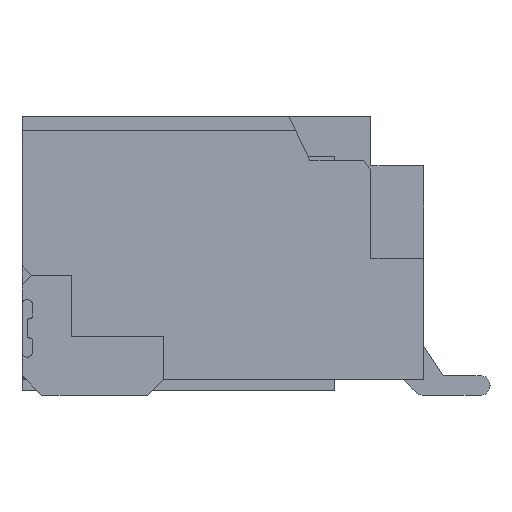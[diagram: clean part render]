
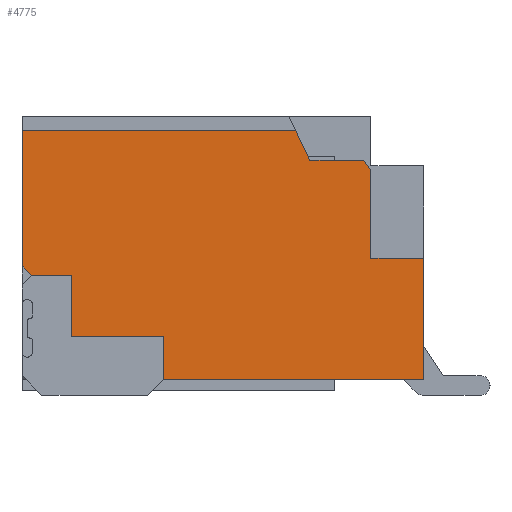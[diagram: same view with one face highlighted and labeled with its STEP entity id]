
A CAD part, left-side view. The second image highlights one B-rep face of the part: STEP entity #4775.
In plain terms, the highlighted face is planar.
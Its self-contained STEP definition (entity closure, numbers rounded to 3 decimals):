
#153=FACE_OUTER_BOUND('',#427,.T.);
#427=EDGE_LOOP('',(#3216,#3217,#3218,#3219,#3220,#3221,#3222,#3223,#3224,
#3225,#3226,#3227,#3228,#3229));
#703=LINE('',#6740,#1343);
#715=LINE('',#6765,#1355);
#747=LINE('',#6826,#1387);
#757=LINE('',#6845,#1397);
#758=LINE('',#6848,#1398);
#759=LINE('',#6850,#1399);
#760=LINE('',#6852,#1400);
#761=LINE('',#6854,#1401);
#762=LINE('',#6856,#1402);
#763=LINE('',#6857,#1403);
#764=LINE('',#6859,#1404);
#765=LINE('',#6861,#1405);
#766=LINE('',#6863,#1406);
#767=LINE('',#6864,#1407);
#1343=VECTOR('',#5428,1000.);
#1355=VECTOR('',#5442,1000.);
#1387=VECTOR('',#5480,1000.);
#1397=VECTOR('',#5498,1000.);
#1398=VECTOR('',#5501,1000.);
#1399=VECTOR('',#5502,1000.);
#1400=VECTOR('',#5503,1000.);
#1401=VECTOR('',#5504,1000.);
#1402=VECTOR('',#5505,1000.);
#1403=VECTOR('',#5506,1000.);
#1404=VECTOR('',#5507,1000.);
#1405=VECTOR('',#5508,1000.);
#1406=VECTOR('',#5509,1000.);
#1407=VECTOR('',#5510,1000.);
#1980=VERTEX_POINT('',#6737);
#1981=VERTEX_POINT('',#6739);
#1992=VERTEX_POINT('',#6762);
#1993=VERTEX_POINT('',#6764);
#2019=VERTEX_POINT('',#6825);
#2024=VERTEX_POINT('',#6843);
#2025=VERTEX_POINT('',#6847);
#2026=VERTEX_POINT('',#6849);
#2027=VERTEX_POINT('',#6851);
#2028=VERTEX_POINT('',#6853);
#2029=VERTEX_POINT('',#6855);
#2030=VERTEX_POINT('',#6858);
#2031=VERTEX_POINT('',#6860);
#2032=VERTEX_POINT('',#6862);
#2445=EDGE_CURVE('',#1981,#1980,#703,.T.);
#2457=EDGE_CURVE('',#1992,#1993,#715,.T.);
#2489=EDGE_CURVE('',#1981,#2019,#747,.T.);
#2499=EDGE_CURVE('',#1992,#2024,#757,.T.);
#2500=EDGE_CURVE('',#2025,#1980,#758,.T.);
#2501=EDGE_CURVE('',#2026,#2025,#759,.T.);
#2502=EDGE_CURVE('',#2027,#2026,#760,.T.);
#2503=EDGE_CURVE('',#2028,#2027,#761,.T.);
#2504=EDGE_CURVE('',#2029,#2028,#762,.T.);
#2505=EDGE_CURVE('',#2029,#1993,#763,.T.);
#2506=EDGE_CURVE('',#2030,#2024,#764,.T.);
#2507=EDGE_CURVE('',#2031,#2030,#765,.T.);
#2508=EDGE_CURVE('',#2032,#2031,#766,.T.);
#2509=EDGE_CURVE('',#2019,#2032,#767,.T.);
#3216=ORIENTED_EDGE('',*,*,#2500,.F.);
#3217=ORIENTED_EDGE('',*,*,#2501,.F.);
#3218=ORIENTED_EDGE('',*,*,#2502,.F.);
#3219=ORIENTED_EDGE('',*,*,#2503,.F.);
#3220=ORIENTED_EDGE('',*,*,#2504,.F.);
#3221=ORIENTED_EDGE('',*,*,#2505,.T.);
#3222=ORIENTED_EDGE('',*,*,#2457,.F.);
#3223=ORIENTED_EDGE('',*,*,#2499,.T.);
#3224=ORIENTED_EDGE('',*,*,#2506,.F.);
#3225=ORIENTED_EDGE('',*,*,#2507,.F.);
#3226=ORIENTED_EDGE('',*,*,#2508,.F.);
#3227=ORIENTED_EDGE('',*,*,#2509,.F.);
#3228=ORIENTED_EDGE('',*,*,#2489,.F.);
#3229=ORIENTED_EDGE('',*,*,#2445,.T.);
#4530=PLANE('',#5081);
#4775=ADVANCED_FACE('',(#153),#4530,.T.);
#5081=AXIS2_PLACEMENT_3D('',#6846,#5499,#5500);
#5428=DIRECTION('',(0.,1.,0.));
#5442=DIRECTION('',(0.,1.,0.));
#5480=DIRECTION('',(0.,0.,1.));
#5498=DIRECTION('',(0.,-0.707,-0.707));
#5499=DIRECTION('center_axis',(1.,0.,0.));
#5500=DIRECTION('ref_axis',(0.,0.,-1.));
#5501=DIRECTION('',(0.,0.,-1.));
#5502=DIRECTION('',(0.,-1.,0.));
#5503=DIRECTION('',(0.,-0.819,-0.574));
#5504=DIRECTION('',(0.,0.,-1.));
#5505=DIRECTION('',(0.,-0.899,-0.438));
#5506=DIRECTION('',(0.,0.,1.));
#5507=DIRECTION('',(0.,0.,1.));
#5508=DIRECTION('',(0.,1.,0.));
#5509=DIRECTION('',(0.,0.,1.));
#5510=DIRECTION('',(0.,1.,0.));
#6737=CARTESIAN_POINT('',(5.,-0.05,-4.25));
#6739=CARTESIAN_POINT('',(5.,-1.33,-4.25));
#6740=CARTESIAN_POINT('',(5.,-1.33,-4.25));
#6762=CARTESIAN_POINT('',(5.,-0.13,0.));
#6764=CARTESIAN_POINT('',(5.,1.3,0.));
#6765=CARTESIAN_POINT('',(5.,-1.33,0.));
#6825=CARTESIAN_POINT('',(5.,-1.33,-1.5));
#6826=CARTESIAN_POINT('',(5.,-1.33,-4.25));
#6843=CARTESIAN_POINT('',(5.,-0.23,-0.1));
#6845=CARTESIAN_POINT('',(5.,-2.855,-2.725));
#6846=CARTESIAN_POINT('Origin',(5.,-1.33,-4.25));
#6847=CARTESIAN_POINT('',(5.,-0.05,-3.69));
#6848=CARTESIAN_POINT('',(5.,-0.05,-4.25));
#6849=CARTESIAN_POINT('',(5.,0.883,-3.69));
#6850=CARTESIAN_POINT('',(5.,-0.05,-3.69));
#6851=CARTESIAN_POINT('',(5.,0.99,-3.615));
#6852=CARTESIAN_POINT('',(5.,0.883,-3.69));
#6853=CARTESIAN_POINT('',(5.,0.99,-3.044));
#6854=CARTESIAN_POINT('',(5.,0.99,-3.615));
#6855=CARTESIAN_POINT('',(5.,1.3,-2.893));
#6856=CARTESIAN_POINT('',(5.,0.99,-3.044));
#6857=CARTESIAN_POINT('',(5.,1.3,-4.25));
#6858=CARTESIAN_POINT('',(5.,-0.23,-0.52));
#6859=CARTESIAN_POINT('',(5.,-0.23,0.));
#6860=CARTESIAN_POINT('',(5.,-0.88,-0.52));
#6861=CARTESIAN_POINT('',(5.,-0.23,-0.52));
#6862=CARTESIAN_POINT('',(5.,-0.88,-1.5));
#6863=CARTESIAN_POINT('',(5.,-0.88,-0.52));
#6864=CARTESIAN_POINT('',(5.,-0.88,-1.5));
